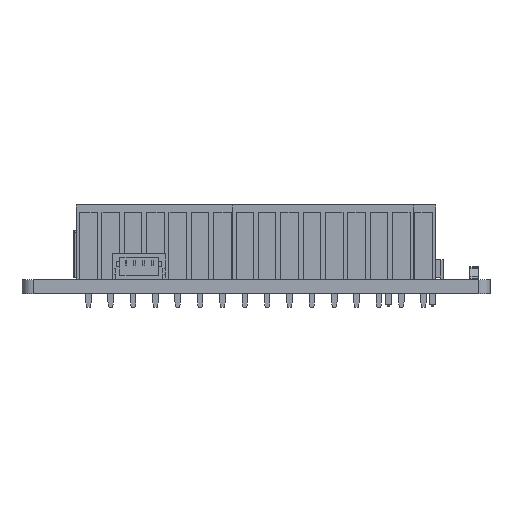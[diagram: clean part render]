
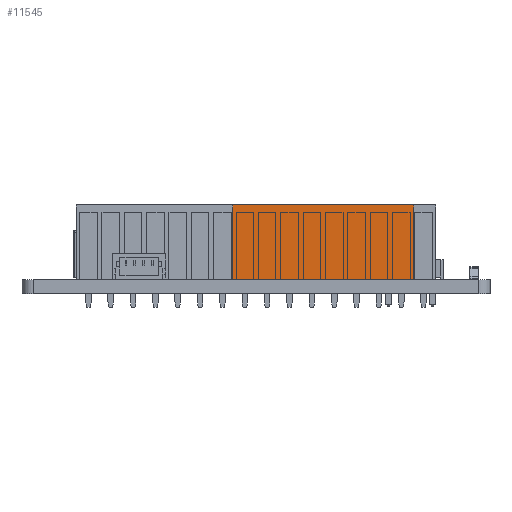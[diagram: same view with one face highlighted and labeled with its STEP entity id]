
A CAD part, left-side view. The second image highlights one B-rep face of the part: STEP entity #11545.
In plain terms, the highlighted face is planar.
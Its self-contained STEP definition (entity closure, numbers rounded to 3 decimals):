
#6428 = VERTEX_POINT('',#6429);
#6429 = CARTESIAN_POINT('',(10.285,0.,1.25));
#6435 = EDGE_CURVE('',#6436,#6428,#6438,.T.);
#6436 = VERTEX_POINT('',#6437);
#6437 = CARTESIAN_POINT('',(-10.285,0.,1.25));
#6438 = LINE('',#6439,#6440);
#6439 = CARTESIAN_POINT('',(-10.285,0.,1.25));
#6440 = VECTOR('',#6441,1.);
#6441 = DIRECTION('',(1.,0.,0.));
#11303 = VERTEX_POINT('',#11304);
#11304 = CARTESIAN_POINT('',(10.285,8.5,1.25));
#11321 = VERTEX_POINT('',#11322);
#11322 = CARTESIAN_POINT('',(-10.285,8.5,1.25));
#11328 = EDGE_CURVE('',#11321,#11303,#11329,.T.);
#11329 = LINE('',#11330,#11331);
#11330 = CARTESIAN_POINT('',(-10.285,8.5,1.25));
#11331 = VECTOR('',#11332,1.);
#11332 = DIRECTION('',(1.,0.,0.));
#11545 = ADVANCED_FACE('',(#11546),#11562,.T.);
#11546 = FACE_BOUND('',#11547,.T.);
#11547 = EDGE_LOOP('',(#11548,#11554,#11555,#11561));
#11548 = ORIENTED_EDGE('',*,*,#11549,.T.);
#11549 = EDGE_CURVE('',#6428,#11303,#11550,.T.);
#11550 = LINE('',#11551,#11552);
#11551 = CARTESIAN_POINT('',(10.285,0.,1.25));
#11552 = VECTOR('',#11553,1.);
#11553 = DIRECTION('',(0.,1.,0.));
#11554 = ORIENTED_EDGE('',*,*,#11328,.F.);
#11555 = ORIENTED_EDGE('',*,*,#11556,.F.);
#11556 = EDGE_CURVE('',#6436,#11321,#11557,.T.);
#11557 = LINE('',#11558,#11559);
#11558 = CARTESIAN_POINT('',(-10.285,0.,1.25));
#11559 = VECTOR('',#11560,1.);
#11560 = DIRECTION('',(0.,1.,0.));
#11561 = ORIENTED_EDGE('',*,*,#6435,.T.);
#11562 = PLANE('',#11563);
#11563 = AXIS2_PLACEMENT_3D('',#11564,#11565,#11566);
#11564 = CARTESIAN_POINT('',(-10.285,0.,1.25));
#11565 = DIRECTION('',(0.,0.,1.));
#11566 = DIRECTION('',(0.,-1.,0.));
